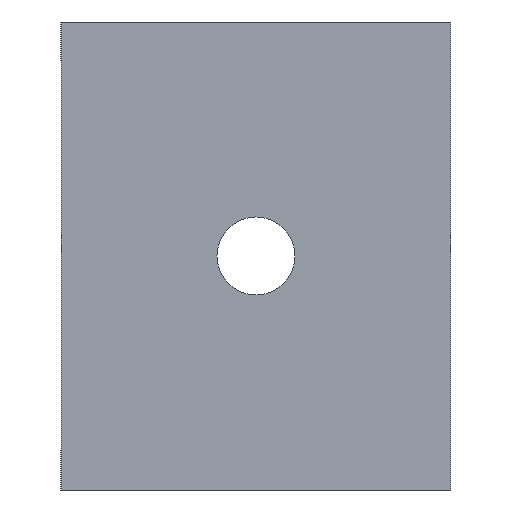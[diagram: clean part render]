
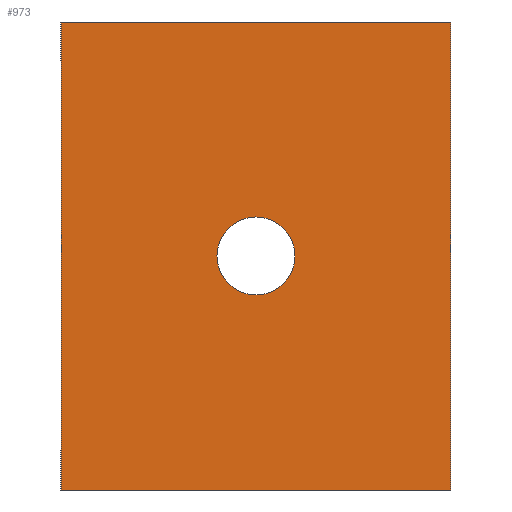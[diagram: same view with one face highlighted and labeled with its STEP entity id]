
A CAD part, front view. The second image highlights one B-rep face of the part: STEP entity #973.
In plain terms, the highlighted planar face has unit normal (0, -1, 0).
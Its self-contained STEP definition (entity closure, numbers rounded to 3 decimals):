
#2 = CARTESIAN_POINT ( 'NONE',  ( 0., 0., 60. ) ) ;
#9 = CARTESIAN_POINT ( 'NONE',  ( 0., 0., 5. ) ) ;
#18 = FACE_BOUND ( 'NONE', #237, .T. ) ;
#50 = DIRECTION ( 'NONE',  ( 0., 0., 1. ) ) ;
#51 = ORIENTED_EDGE ( 'NONE', *, *, #508, .T. ) ;
#90 = DIRECTION ( 'NONE',  ( 0., 1., 0. ) ) ;
#100 = EDGE_CURVE ( 'NONE', #810, #346, #108, .T. ) ;
#108 = LINE ( 'NONE', #922, #260 ) ;
#141 = CARTESIAN_POINT ( 'NONE',  ( 0., 0., 0. ) ) ;
#148 = CARTESIAN_POINT ( 'NONE',  ( 50., 0., 5. ) ) ;
#185 = DIRECTION ( 'NONE',  ( 0., 0., -1. ) ) ;
#190 = CARTESIAN_POINT ( 'NONE',  ( 25., 0., 30. ) ) ;
#237 = EDGE_LOOP ( 'NONE', ( #256, #51 ) ) ;
#241 = EDGE_CURVE ( 'NONE', #459, #364, #435, .T. ) ;
#254 = CIRCLE ( 'NONE', #409, 5. ) ;
#255 = VECTOR ( 'NONE', #547, 1000. ) ;
#256 = ORIENTED_EDGE ( 'NONE', *, *, #241, .T. ) ;
#260 = VECTOR ( 'NONE', #1010, 1000. ) ;
#292 = CARTESIAN_POINT ( 'NONE',  ( 0., 0., 5. ) ) ;
#346 = VERTEX_POINT ( 'NONE', #992 ) ;
#357 = CARTESIAN_POINT ( 'NONE',  ( 25., 0., 25. ) ) ;
#364 = VERTEX_POINT ( 'NONE', #357 ) ;
#409 = AXIS2_PLACEMENT_3D ( 'NONE', #190, #90, #458 ) ;
#410 = AXIS2_PLACEMENT_3D ( 'NONE', #292, #662, #1019 ) ;
#435 = CIRCLE ( 'NONE', #927, 5. ) ;
#456 = CARTESIAN_POINT ( 'NONE',  ( 0., 0., 0. ) ) ;
#458 = DIRECTION ( 'NONE',  ( 0., 0., 1. ) ) ;
#459 = VERTEX_POINT ( 'NONE', #899 ) ;
#508 = EDGE_CURVE ( 'NONE', #364, #459, #254, .T. ) ;
#510 = DIRECTION ( 'NONE',  ( 1., 0., 0. ) ) ;
#547 = DIRECTION ( 'NONE',  ( 0., 0., -1. ) ) ;
#566 = EDGE_CURVE ( 'NONE', #810, #885, #1106, .T. ) ;
#612 = DIRECTION ( 'NONE',  ( 0., 1., 0. ) ) ;
#613 = VERTEX_POINT ( 'NONE', #668 ) ;
#662 = DIRECTION ( 'NONE',  ( 0., 1., 0. ) ) ;
#668 = CARTESIAN_POINT ( 'NONE',  ( 50., 0., 0. ) ) ;
#683 = LINE ( 'NONE', #141, #916 ) ;
#725 = LINE ( 'NONE', #148, #255 ) ;
#748 = ORIENTED_EDGE ( 'NONE', *, *, #837, .F. ) ;
#788 = VECTOR ( 'NONE', #185, 1000. ) ;
#810 = VERTEX_POINT ( 'NONE', #2 ) ;
#837 = EDGE_CURVE ( 'NONE', #346, #613, #725, .T. ) ;
#849 = PLANE ( 'NONE',  #410 ) ;
#870 = CARTESIAN_POINT ( 'NONE',  ( 25., 0., 30. ) ) ;
#885 = VERTEX_POINT ( 'NONE', #456 ) ;
#899 = CARTESIAN_POINT ( 'NONE',  ( 25., 0., 35. ) ) ;
#916 = VECTOR ( 'NONE', #510, 1000. ) ;
#922 = CARTESIAN_POINT ( 'NONE',  ( 0., 0., 60. ) ) ;
#927 = AXIS2_PLACEMENT_3D ( 'NONE', #870, #612, #50 ) ;
#931 = FACE_OUTER_BOUND ( 'NONE', #940, .T. ) ;
#940 = EDGE_LOOP ( 'NONE', ( #1046, #1143, #748, #1152 ) ) ;
#973 = ADVANCED_FACE ( 'NONE', ( #18, #931 ), #849, .F. ) ;
#992 = CARTESIAN_POINT ( 'NONE',  ( 50., 0., 60. ) ) ;
#1010 = DIRECTION ( 'NONE',  ( 1., 0., 0. ) ) ;
#1019 = DIRECTION ( 'NONE',  ( 0., 0., 1. ) ) ;
#1046 = ORIENTED_EDGE ( 'NONE', *, *, #566, .T. ) ;
#1106 = LINE ( 'NONE', #9, #788 ) ;
#1110 = EDGE_CURVE ( 'NONE', #885, #613, #683, .T. ) ;
#1143 = ORIENTED_EDGE ( 'NONE', *, *, #1110, .T. ) ;
#1152 = ORIENTED_EDGE ( 'NONE', *, *, #100, .F. ) ;
